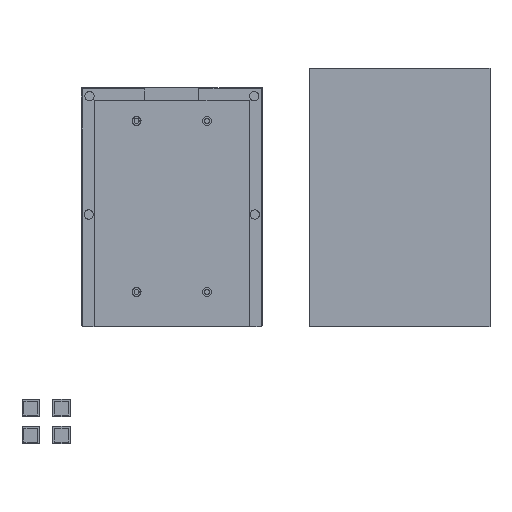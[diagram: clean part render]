
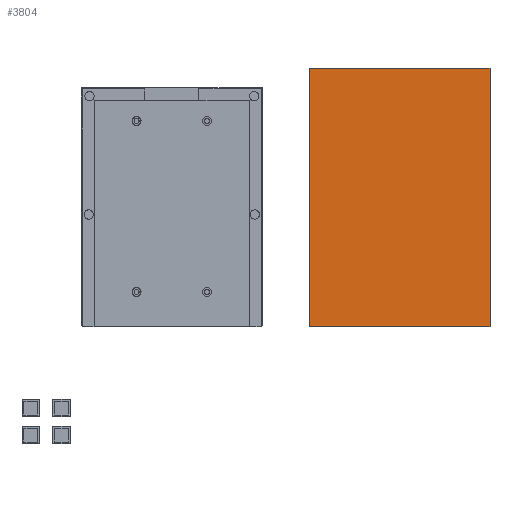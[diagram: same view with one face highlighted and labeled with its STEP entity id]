
A CAD part, top view. The second image highlights one B-rep face of the part: STEP entity #3804.
In plain terms, the highlighted planar face has unit normal (0, 0, 1).
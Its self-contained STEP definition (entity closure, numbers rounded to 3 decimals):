
#1035=CARTESIAN_POINT('',(213.,143.,39.));
#1036=VERTEX_POINT('',#1035);
#1043=CARTESIAN_POINT('',(313.,143.,39.));
#1044=VERTEX_POINT('',#1043);
#1045=CARTESIAN_POINT('',(213.,143.,39.));
#1046=DIRECTION('',(1.,-0.,-0.));
#1047=VECTOR('',#1046,100.);
#1048=LINE('',#1045,#1047);
#1049=EDGE_CURVE('',#1036,#1044,#1048,.T.);
#2616=CARTESIAN_POINT('',(213.,0.,39.));
#2617=VERTEX_POINT('',#2616);
#2632=CARTESIAN_POINT('',(313.,0.,39.));
#2633=VERTEX_POINT('',#2632);
#2640=CARTESIAN_POINT('',(313.,0.,39.));
#2641=DIRECTION('',(-1.,0.,0.));
#2642=VECTOR('',#2641,100.);
#2643=LINE('',#2640,#2642);
#2644=EDGE_CURVE('',#2633,#2617,#2643,.T.);
#3518=CARTESIAN_POINT('',(213.,0.,39.));
#3519=DIRECTION('',(0.,1.,0.));
#3520=VECTOR('',#3519,143.);
#3521=LINE('',#3518,#3520);
#3522=EDGE_CURVE('',#2617,#1036,#3521,.T.);
#3650=CARTESIAN_POINT('',(313.,143.,39.));
#3651=DIRECTION('',(-0.,-1.,-0.));
#3652=VECTOR('',#3651,143.);
#3653=LINE('',#3650,#3652);
#3654=EDGE_CURVE('',#1044,#2633,#3653,.T.);
#3793=CARTESIAN_POINT('',(413.,0.,39.));
#3794=DIRECTION('',(0.,0.,-1.));
#3795=DIRECTION('',(-1.,0.,0.));
#3796=AXIS2_PLACEMENT_3D('',#3793,#3794,#3795);
#3797=PLANE('',#3796);
#3798=ORIENTED_EDGE('',*,*,#2644,.F.);
#3799=ORIENTED_EDGE('',*,*,#3654,.F.);
#3800=ORIENTED_EDGE('',*,*,#1049,.F.);
#3801=ORIENTED_EDGE('',*,*,#3522,.F.);
#3802=EDGE_LOOP('',(#3798,#3799,#3800,#3801));
#3803=FACE_BOUND('',#3802,.T.);
#3804=ADVANCED_FACE('',(#3803),#3797,.F.);
